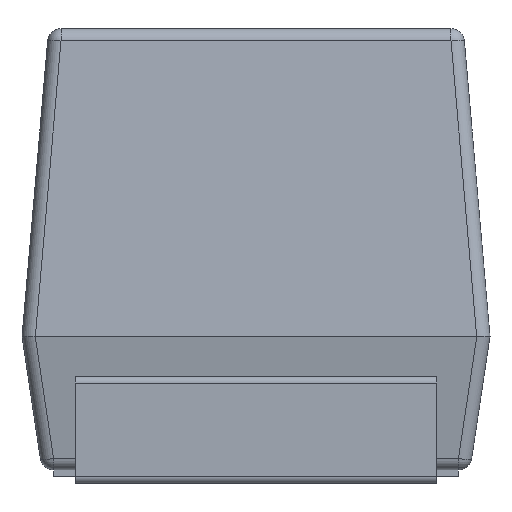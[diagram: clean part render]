
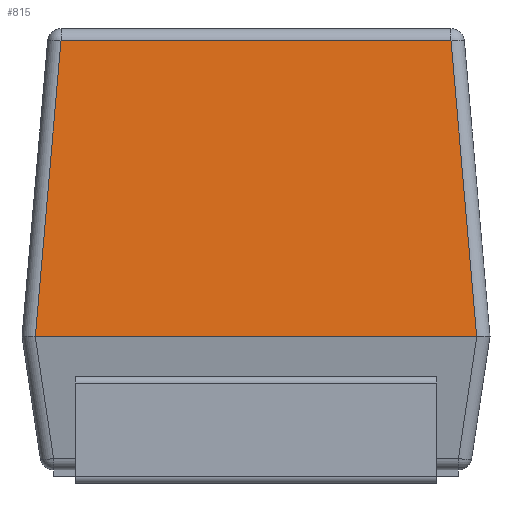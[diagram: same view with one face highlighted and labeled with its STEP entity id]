
A CAD part, left-side view. The second image highlights one B-rep face of the part: STEP entity #815.
In plain terms, the highlighted planar face has unit normal (-0.996, 0, 0.087).
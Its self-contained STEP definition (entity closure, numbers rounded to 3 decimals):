
#462=CARTESIAN_POINT('',(-2.058,-1.458,3.309));
#463=VERTEX_POINT('',#462);
#497=CARTESIAN_POINT('',(-2.058,1.458,3.309));
#498=VERTEX_POINT('',#497);
#523=CARTESIAN_POINT('',(-2.25,1.65,1.1));
#524=VERTEX_POINT('',#523);
#532=CARTESIAN_POINT('',(-2.25,1.65,1.1));
#533=DIRECTION('',(0.086,-0.086,0.993));
#534=VECTOR('',#533,2.225);
#535=LINE('',#532,#534);
#536=EDGE_CURVE('',#524,#498,#535,.T.);
#554=CARTESIAN_POINT('',(-2.058,1.458,3.309));
#555=DIRECTION('',(0.0,-1.0,0.0));
#556=VECTOR('',#555,2.917);
#557=LINE('',#554,#556);
#558=EDGE_CURVE('',#498,#463,#557,.T.);
#597=CARTESIAN_POINT('',(-2.25,-1.65,1.1));
#598=VERTEX_POINT('',#597);
#615=CARTESIAN_POINT('',(-2.058,-1.458,3.309));
#616=DIRECTION('',(-0.086,-0.086,-0.993));
#617=VECTOR('',#616,2.225);
#618=LINE('',#615,#617);
#619=EDGE_CURVE('',#463,#598,#618,.T.);
#771=CARTESIAN_POINT('',(-2.25,1.65,1.1));
#772=DIRECTION('',(0.0,-1.0,0.0));
#773=VECTOR('',#772,3.301);
#774=LINE('',#771,#773);
#775=EDGE_CURVE('',#524,#598,#774,.T.);
#804=CARTESIAN_POINT('',(-2.15,0.0,2.25));
#805=DIRECTION('',(-0.996,0.0,0.087));
#806=DIRECTION('',(0.087,0.0,0.996));
#807=AXIS2_PLACEMENT_3D('',#804,#805,#806);
#808=PLANE('',#807);
#809=ORIENTED_EDGE('',*,*,#536,.F.);
#810=ORIENTED_EDGE('',*,*,#775,.T.);
#811=ORIENTED_EDGE('',*,*,#619,.F.);
#812=ORIENTED_EDGE('',*,*,#558,.F.);
#813=EDGE_LOOP('',(#809,#810,#811,#812));
#814=FACE_OUTER_BOUND('',#813,.T.);
#815=ADVANCED_FACE('',(#814),#808,.T.);
